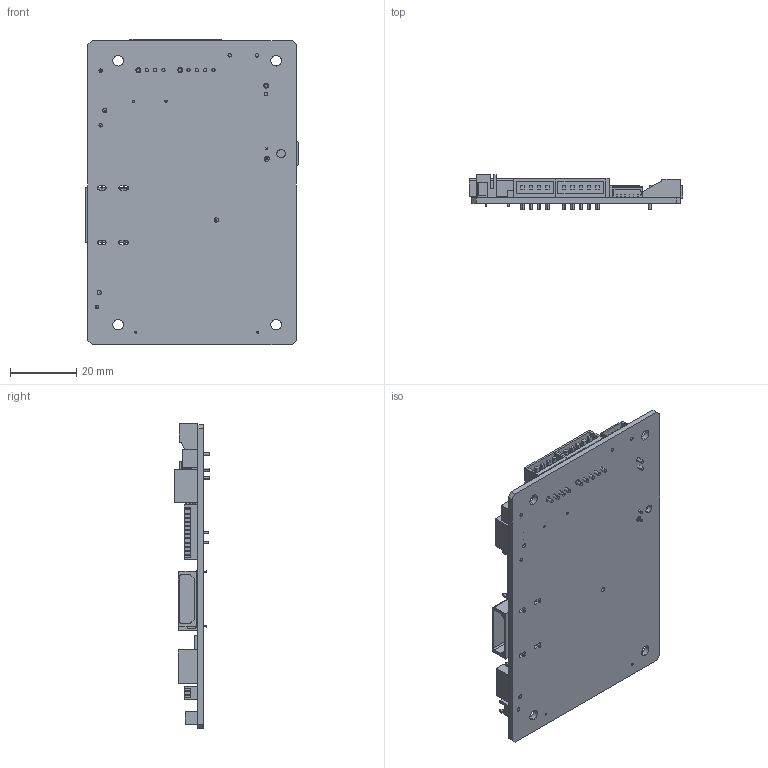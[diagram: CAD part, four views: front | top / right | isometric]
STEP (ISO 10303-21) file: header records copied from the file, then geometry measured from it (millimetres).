
FILE_DESCRIPTION (( 'STEP AP203' ), '1' );
FILE_NAME ('Assy PCB DT-1920-DP 417740010-3 201123.STEP', '2020-11-23T19:04:07', ( '' ), ( '' ), 'SwSTEP 2.0', 'SolidWorks 2020', '' );
FILE_SCHEMA (( 'CONFIG_CONTROL_DESIGN' ));
Length unit declared in the file: inch
Products named in the file (17): 212202001-3 Display Port; 190010405-3 DIP Switch 4P Horz; 210010003-3 2.5-F-03p; 190010805-3 DIP Switch 8P Horz; 210094803-3 Conn Hdr 3P Vert; 210016002-3 Conn Hdr 2P RA; 210018004-3 PH Conn 2.0-F-04p; 210016004-3 Conn Hdr 4P RA; 210082402-3 Header 2P Vert; 210061112-3 1.25-F-12P; 210017303-3 Conn HDR SMT 3P RA; Assy PCB DT-1920-DP 417740010-3 201123; PCB DT-1920-DP 7740001 201120; 210016005-3 Conn Hdr 5P RA; 215090251-3 LVDS 51 pin; 210061102-3 1.25-F-2P; 210072106-3 Conn Hdr SMT 6P RA
Assembly tree (17 placements, depth 2):
  Assy PCB DT-1920-DP 417740010-3 201123
    PCB DT-1920-DP 7740001 201120
    190010805-3 DIP Switch 8P Horz
    210010003-3 2.5-F-03p
    210018004-3 PH Conn 2.0-F-04p  x2
    210061102-3 1.25-F-2P
    210061112-3 1.25-F-12P
    210082402-3 Header 2P Vert
    215090251-3 LVDS 51 pin
    190010405-3 DIP Switch 4P Horz
    210016002-3 Conn Hdr 2P RA
    210016004-3 Conn Hdr 4P RA
    210016005-3 Conn Hdr 5P RA
    210017303-3 Conn HDR SMT 3P RA
    210072106-3 Conn Hdr SMT 6P RA
    210094803-3 Conn Hdr 3P Vert
    212202001-3 Display Port
Bounding box: 64.28 x 10.4 x 91.75 mm (x, y, z)
Volume: 13194.9 mm3; surface area: 19553.8 mm2
Topology: 17 solids, 17 shells, 1256 faces, 2966 edges, 1876 vertices
Faces by surface type: plane 1034, cylinder 222
Entity records: 35609 total; most frequent: CARTESIAN_POINT 5810, DIRECTION 5688, ORIENTED_EDGE 5632, EDGE_CURVE 2816, VECTOR 2380, LINE 2380, VERTEX_POINT 1776, AXIS2_PLACEMENT_3D 1654
